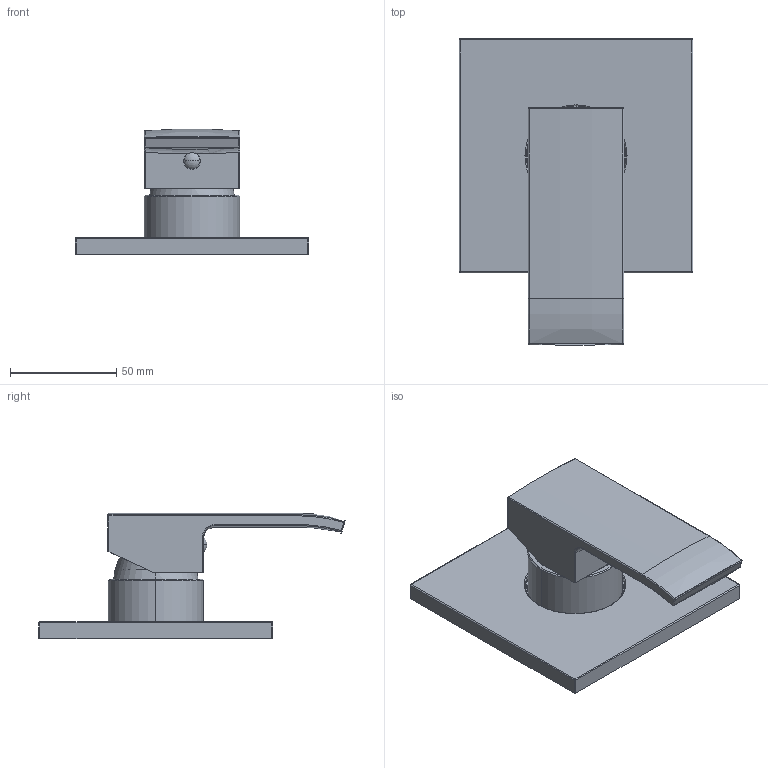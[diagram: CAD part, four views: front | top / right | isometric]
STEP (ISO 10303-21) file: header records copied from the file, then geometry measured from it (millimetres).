
FILE_DESCRIPTION((''),'2;1');
FILE_NAME('EL010CR','2021-01-13T15:58:26',('ut3'),('PAFFONI SpA'),'CREO PARAMETRIC BY PTC INC, 2020044','CREO PARAMETRIC BY PTC INC, 2020044','');
FILE_SCHEMA(('CONFIG_CONTROL_DESIGN','SHAPE_APPEARANCE_LAYERS_GROUPS'));
Length unit declared in the file: millimetre
Products named in the file (1): EL010CR
Bounding box: 110 x 144.05 x 59.01 mm (x, y, z)
Volume: 126226.8 mm3; surface area: 76582.8 mm2
Topology: 2 solids, 3 shells, 998 faces, 2669 edges, 1679 vertices
Faces by surface type: plane 591, cylinder 250, torus 83, cone 33, sphere 26, bspline 15
Entity records: 40908 total; most frequent: CARTESIAN_POINT 9202, ORIENTED_EDGE 5322, DIRECTION 4973, EDGE_CURVE 2661, AXIS2_PLACEMENT_3D 1709, VERTEX_POINT 1679, VECTOR 1555, LINE 1555
